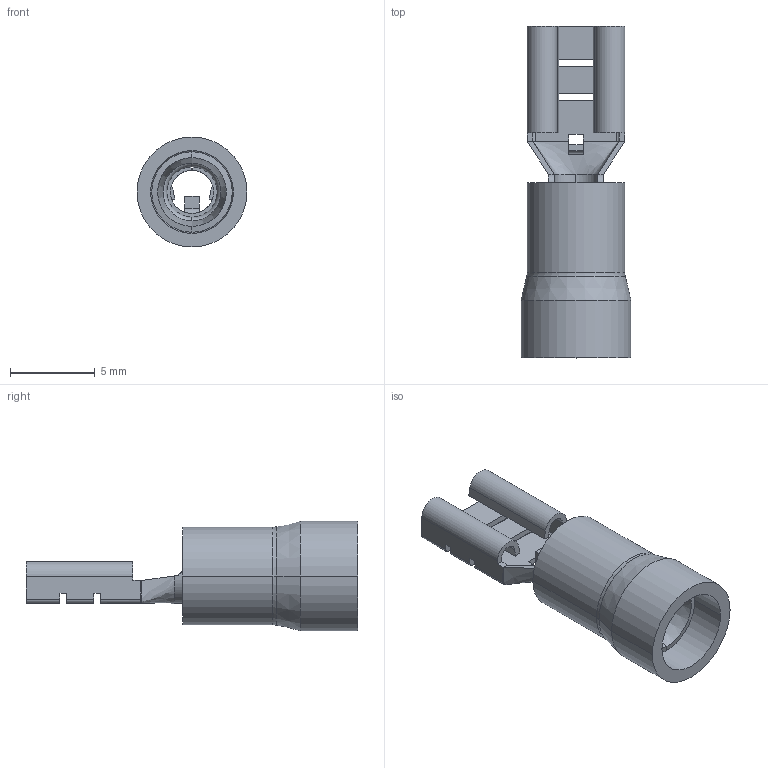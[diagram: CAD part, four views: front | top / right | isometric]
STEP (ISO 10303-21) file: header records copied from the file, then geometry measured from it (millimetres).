
FILE_DESCRIPTION (( 'STEP AP214' ), '1' );
FILE_NAME ('V70FH004009.step', '2017-09-28T13:20:14', ( '' ), ( '' ), 'SwSTEP 2.0', 'SolidWorks 2017', '' );
FILE_SCHEMA (( 'AUTOMOTIVE_DESIGN' ));
Length unit declared in the file: millimetre
Products named in the file (1): V70FH004009
Bounding box: 6.49 x 19.59 x 6.49 mm (x, y, z)
Volume: 221.1 mm3; surface area: 896.2 mm2
Topology: 3 solids, 3 shells, 121 faces, 334 edges, 212 vertices
Faces by surface type: plane 49, cylinder 38, torus 16, cone 10, bspline 8
Entity records: 4477 total; most frequent: CARTESIAN_POINT 1329, ORIENTED_EDGE 668, DIRECTION 642, EDGE_CURVE 334, AXIS2_PLACEMENT_3D 232, VERTEX_POINT 212, LINE 178, VECTOR 178
